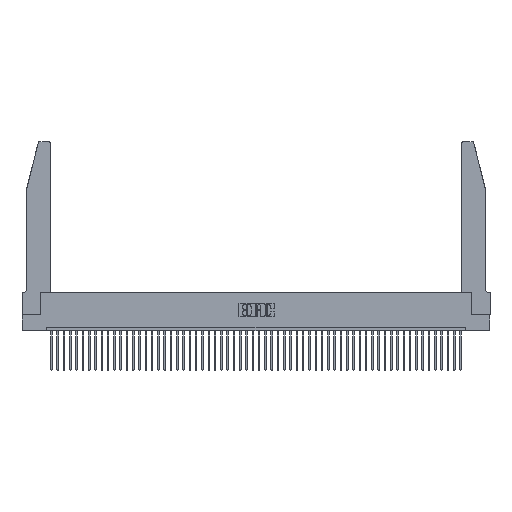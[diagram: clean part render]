
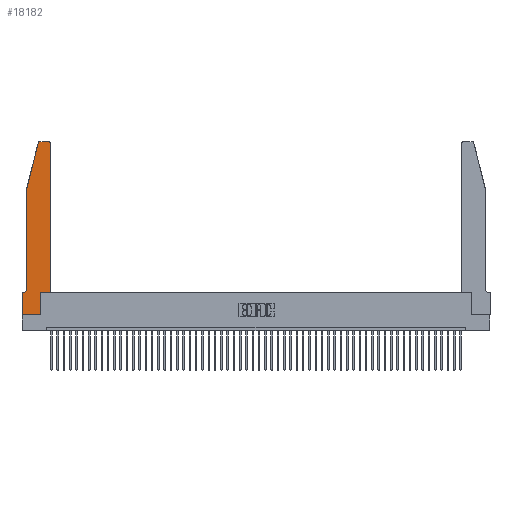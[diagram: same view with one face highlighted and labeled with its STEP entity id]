
A CAD part, top view. The second image highlights one B-rep face of the part: STEP entity #18182.
In plain terms, the highlighted planar face has unit normal (0, 0, 1).
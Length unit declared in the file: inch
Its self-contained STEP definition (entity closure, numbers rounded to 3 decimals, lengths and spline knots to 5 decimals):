
#302 = VECTOR ( 'NONE', #33360, 39.37008 ) ;
#343 = VERTEX_POINT ( 'NONE', #24190 ) ;
#635 = DIRECTION ( 'NONE',  ( 1., 0., 0. ) ) ;
#1120 = EDGE_CURVE ( 'NONE', #17702, #27895, #47975, .T. ) ;
#1533 = VECTOR ( 'NONE', #8179, 39.37008 ) ;
#1674 = AXIS2_PLACEMENT_3D ( 'NONE', #24338, #28455, #635 ) ;
#3897 = EDGE_CURVE ( 'NONE', #29048, #19880, #35732, .T. ) ;
#5909 = LINE ( 'NONE', #44078, #1533 ) ;
#6046 = ORIENTED_EDGE ( 'NONE', *, *, #22544, .T. ) ;
#7279 = CARTESIAN_POINT ( 'NONE',  ( 0.2605, 2.75, 0.37 ) ) ;
#8018 = CARTESIAN_POINT ( 'NONE',  ( 0.284, 2.72, 0.37 ) ) ;
#8179 = DIRECTION ( 'NONE',  ( 0., 1., 0. ) ) ;
#8845 = AXIS2_PLACEMENT_3D ( 'NONE', #22769, #43093, #23449 ) ;
#10492 = CARTESIAN_POINT ( 'NONE',  ( 0.0755, 0.42, 0.37 ) ) ;
#11415 = VECTOR ( 'NONE', #44034, 39.37008 ) ;
#11910 = ORIENTED_EDGE ( 'NONE', *, *, #13387, .T. ) ;
#13176 = ORIENTED_EDGE ( 'NONE', *, *, #46539, .T. ) ;
#13387 = EDGE_CURVE ( 'NONE', #19880, #343, #33091, .T. ) ;
#13564 = CARTESIAN_POINT ( 'NONE',  ( 0.4205, 2.75, 0.37 ) ) ;
#14864 = ORIENTED_EDGE ( 'NONE', *, *, #1120, .T. ) ;
#15911 = DIRECTION ( 'NONE',  ( 1., 0., 0. ) ) ;
#16271 = VECTOR ( 'NONE', #29735, 39.37008 ) ;
#17365 = EDGE_CURVE ( 'NONE', #343, #17702, #47877, .T. ) ;
#17395 = CARTESIAN_POINT ( 'NONE',  ( 0.0755, 0.35, 0.37 ) ) ;
#17519 = ORIENTED_EDGE ( 'NONE', *, *, #17365, .T. ) ;
#17524 = CARTESIAN_POINT ( 'NONE',  ( 0.2865, 0., 0.37 ) ) ;
#17702 = VERTEX_POINT ( 'NONE', #10492 ) ;
#18182 = ADVANCED_FACE ( 'NONE', ( #45911 ), #35107, .T. ) ;
#18261 = CARTESIAN_POINT ( 'NONE',  ( 0.4505, 0.35, 0.37 ) ) ;
#19268 = ORIENTED_EDGE ( 'NONE', *, *, #3897, .T. ) ;
#19880 = VERTEX_POINT ( 'NONE', #38400 ) ;
#20160 = EDGE_LOOP ( 'NONE', ( #41807, #19268, #11910, #17519, #14864, #31615, #13176, #27928, #29454, #6046, #45150, #21768 ) ) ;
#20229 = DIRECTION ( 'NONE',  ( -0.239, -0.971, 0. ) ) ;
#21628 = VERTEX_POINT ( 'NONE', #48425 ) ;
#21768 = ORIENTED_EDGE ( 'NONE', *, *, #26177, .T. ) ;
#21770 = VECTOR ( 'NONE', #34953, 39.37008 ) ;
#22544 = EDGE_CURVE ( 'NONE', #36310, #32305, #24810, .T. ) ;
#22769 = CARTESIAN_POINT ( 'NONE',  ( 0.0055, 0.42, 0.37 ) ) ;
#23288 = CIRCLE ( 'NONE', #1674, 0.03 ) ;
#23449 = DIRECTION ( 'NONE',  ( -1., 0., 0. ) ) ;
#23658 = LINE ( 'NONE', #46000, #21770 ) ;
#23727 = CARTESIAN_POINT ( 'NONE',  ( 0., 0., 0.37 ) ) ;
#24190 = CARTESIAN_POINT ( 'NONE',  ( 0.0755, 2., 0.37 ) ) ;
#24338 = CARTESIAN_POINT ( 'NONE',  ( 0.4205, 2.72, 0.37 ) ) ;
#24810 = LINE ( 'NONE', #18261, #32817 ) ;
#26177 = EDGE_CURVE ( 'NONE', #35755, #34141, #23288, .T. ) ;
#26204 = LINE ( 'NONE', #17395, #16271 ) ;
#26333 = CARTESIAN_POINT ( 'NONE',  ( 0., 0.35, 0.37 ) ) ;
#27143 = VERTEX_POINT ( 'NONE', #26333 ) ;
#27598 = VECTOR ( 'NONE', #20229, 39.37008 ) ;
#27895 = VERTEX_POINT ( 'NONE', #32963 ) ;
#27928 = ORIENTED_EDGE ( 'NONE', *, *, #46295, .T. ) ;
#28101 = VECTOR ( 'NONE', #46150, 39.37008 ) ;
#28160 = CARTESIAN_POINT ( 'NONE',  ( 0.0755, 2., 0.37 ) ) ;
#28455 = DIRECTION ( 'NONE',  ( 0., 0., 1. ) ) ;
#29048 = VERTEX_POINT ( 'NONE', #45639 ) ;
#29454 = ORIENTED_EDGE ( 'NONE', *, *, #49627, .T. ) ;
#29735 = DIRECTION ( 'NONE',  ( -1., 0., 0. ) ) ;
#31615 = ORIENTED_EDGE ( 'NONE', *, *, #38139, .T. ) ;
#31661 = LINE ( 'NONE', #23727, #41481 ) ;
#32305 = VERTEX_POINT ( 'NONE', #36175 ) ;
#32510 = CARTESIAN_POINT ( 'NONE',  ( 0.0755, 2., 0.37 ) ) ;
#32817 = VECTOR ( 'NONE', #49915, 39.37008 ) ;
#32852 = AXIS2_PLACEMENT_3D ( 'NONE', #39081, #50499, #51021 ) ;
#32963 = CARTESIAN_POINT ( 'NONE',  ( 0.0055, 0.35, 0.37 ) ) ;
#33091 = LINE ( 'NONE', #32510, #27598 ) ;
#33360 = DIRECTION ( 'NONE',  ( 0., 1., 0. ) ) ;
#34141 = VERTEX_POINT ( 'NONE', #13564 ) ;
#34689 = CARTESIAN_POINT ( 'NONE',  ( 0.2865, 0.35, 0.37 ) ) ;
#34953 = DIRECTION ( 'NONE',  ( 1., 0., 0. ) ) ;
#35107 = PLANE ( 'NONE',  #32852 ) ;
#35369 = CARTESIAN_POINT ( 'NONE',  ( 0.4505, 2.72, 0.37 ) ) ;
#35732 = CIRCLE ( 'NONE', #38803, 0.03 ) ;
#35755 = VERTEX_POINT ( 'NONE', #35369 ) ;
#36175 = CARTESIAN_POINT ( 'NONE',  ( 0.4505, 0.35, 0.37 ) ) ;
#36310 = VERTEX_POINT ( 'NONE', #34689 ) ;
#37559 = EDGE_CURVE ( 'NONE', #34141, #29048, #38651, .T. ) ;
#38139 = EDGE_CURVE ( 'NONE', #27895, #27143, #26204, .T. ) ;
#38400 = CARTESIAN_POINT ( 'NONE',  ( 0.25487, 2.72718, 0.37 ) ) ;
#38651 = LINE ( 'NONE', #7279, #28101 ) ;
#38803 = AXIS2_PLACEMENT_3D ( 'NONE', #8018, #39601, #15911 ) ;
#39081 = CARTESIAN_POINT ( 'NONE',  ( 0., 0.35, 0.37 ) ) ;
#39560 = DIRECTION ( 'NONE',  ( 0., -1., 0. ) ) ;
#39601 = DIRECTION ( 'NONE',  ( 0., 0., 1. ) ) ;
#40401 = VERTEX_POINT ( 'NONE', #17524 ) ;
#41132 = CARTESIAN_POINT ( 'NONE',  ( 0.4505, 0.35, 0.37 ) ) ;
#41481 = VECTOR ( 'NONE', #39560, 39.37008 ) ;
#41691 = LINE ( 'NONE', #41132, #302 ) ;
#41807 = ORIENTED_EDGE ( 'NONE', *, *, #37559, .T. ) ;
#43093 = DIRECTION ( 'NONE',  ( 0., 0., -1. ) ) ;
#44034 = DIRECTION ( 'NONE',  ( 0., -1., 0. ) ) ;
#44078 = CARTESIAN_POINT ( 'NONE',  ( 0.2865, 0.35, 0.37 ) ) ;
#45150 = ORIENTED_EDGE ( 'NONE', *, *, #49910, .T. ) ;
#45639 = CARTESIAN_POINT ( 'NONE',  ( 0.284, 2.75, 0.37 ) ) ;
#45911 = FACE_OUTER_BOUND ( 'NONE', #20160, .T. ) ;
#46000 = CARTESIAN_POINT ( 'NONE',  ( 0., 0., 0.37 ) ) ;
#46150 = DIRECTION ( 'NONE',  ( -1., 0., 0. ) ) ;
#46295 = EDGE_CURVE ( 'NONE', #21628, #40401, #23658, .T. ) ;
#46539 = EDGE_CURVE ( 'NONE', #27143, #21628, #31661, .T. ) ;
#47877 = LINE ( 'NONE', #28160, #11415 ) ;
#47975 = CIRCLE ( 'NONE', #8845, 0.07 ) ;
#48425 = CARTESIAN_POINT ( 'NONE',  ( 0., 0., 0.37 ) ) ;
#49627 = EDGE_CURVE ( 'NONE', #40401, #36310, #5909, .T. ) ;
#49910 = EDGE_CURVE ( 'NONE', #32305, #35755, #41691, .T. ) ;
#49915 = DIRECTION ( 'NONE',  ( 1., 0., 0. ) ) ;
#50499 = DIRECTION ( 'NONE',  ( 0., 0., 1. ) ) ;
#51021 = DIRECTION ( 'NONE',  ( 1., 0., 0. ) ) ;
